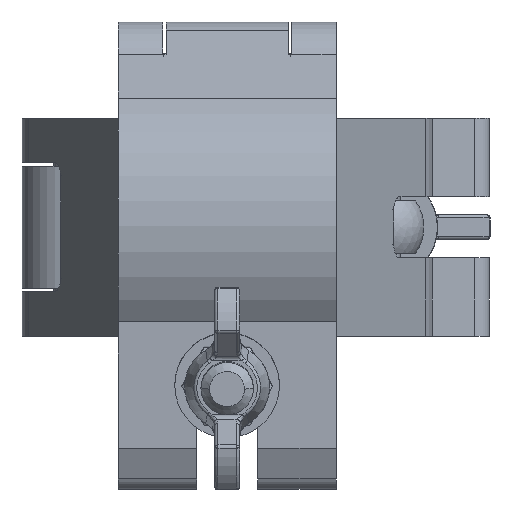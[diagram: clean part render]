
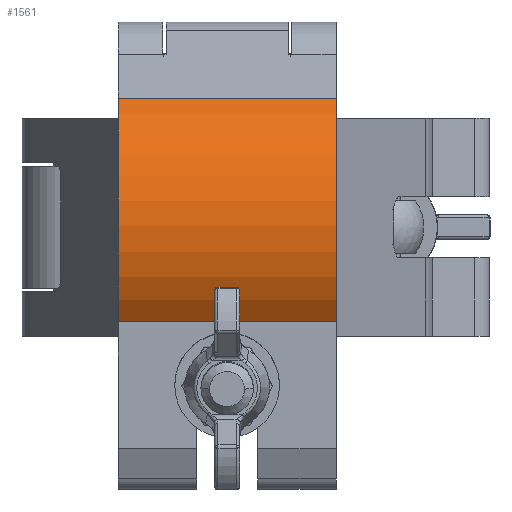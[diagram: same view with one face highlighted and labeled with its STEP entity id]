
A CAD part, front view. The second image highlights one B-rep face of the part: STEP entity #1561.
In plain terms, the highlighted cylindrical face has radius 35.4 mm (diameter 70.8 mm), a partial arc.
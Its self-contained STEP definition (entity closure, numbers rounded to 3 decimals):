
#63 = CARTESIAN_POINT ( 'NONE',  ( 67.5, 54.04, -25. ) ) ;
#1443 = CIRCLE ( 'NONE', #16258, 35.4 ) ;
#1561 = ADVANCED_FACE ( 'NONE', ( #2203 ), #16734, .T. ) ;
#2203 = FACE_OUTER_BOUND ( 'NONE', #3879, .T. ) ;
#2628 = EDGE_CURVE ( 'NONE', #13718, #13863, #8822, .T. ) ;
#3779 = VERTEX_POINT ( 'NONE', #4145 ) ;
#3823 = DIRECTION ( 'NONE',  ( 0., 0., -1. ) ) ;
#3879 = EDGE_LOOP ( 'NONE', ( #7968, #4490, #5761, #9145 ) ) ;
#4145 = CARTESIAN_POINT ( 'NONE',  ( 16.54, 43.218, 25. ) ) ;
#4490 = ORIENTED_EDGE ( 'NONE', *, *, #5141, .F. ) ;
#4594 = CARTESIAN_POINT ( 'NONE',  ( 47., 25.18, 25. ) ) ;
#4721 = VECTOR ( 'NONE', #12689, 1000. ) ;
#5056 = CIRCLE ( 'NONE', #16973, 35.4 ) ;
#5141 = EDGE_CURVE ( 'NONE', #3779, #10748, #13512, .T. ) ;
#5761 = ORIENTED_EDGE ( 'NONE', *, *, #7484, .F. ) ;
#5870 = EDGE_CURVE ( 'NONE', #13863, #10748, #1443, .T. ) ;
#7484 = EDGE_CURVE ( 'NONE', #13718, #3779, #5056, .T. ) ;
#7924 = CARTESIAN_POINT ( 'NONE',  ( 16.54, 43.218, -25. ) ) ;
#7968 = ORIENTED_EDGE ( 'NONE', *, *, #5870, .T. ) ;
#8577 = DIRECTION ( 'NONE',  ( 0., 0., 1. ) ) ;
#8822 = LINE ( 'NONE', #11356, #4721 ) ;
#9011 = DIRECTION ( 'NONE',  ( -1., 0., 0. ) ) ;
#9145 = ORIENTED_EDGE ( 'NONE', *, *, #2628, .T. ) ;
#10748 = VERTEX_POINT ( 'NONE', #7924 ) ;
#10790 = CARTESIAN_POINT ( 'NONE',  ( 47., 25.18, -25. ) ) ;
#11356 = CARTESIAN_POINT ( 'NONE',  ( 67.5, 54.04, 25. ) ) ;
#11367 = AXIS2_PLACEMENT_3D ( 'NONE', #16803, #3823, #9011 ) ;
#12041 = DIRECTION ( 'NONE',  ( 1., 0., 0. ) ) ;
#12689 = DIRECTION ( 'NONE',  ( 0., 0., -1. ) ) ;
#12821 = DIRECTION ( 'NONE',  ( 1., 0., 0. ) ) ;
#12899 = VECTOR ( 'NONE', #15365, 1000. ) ;
#13512 = LINE ( 'NONE', #15418, #12899 ) ;
#13718 = VERTEX_POINT ( 'NONE', #14893 ) ;
#13863 = VERTEX_POINT ( 'NONE', #63 ) ;
#14893 = CARTESIAN_POINT ( 'NONE',  ( 67.5, 54.04, 25. ) ) ;
#15365 = DIRECTION ( 'NONE',  ( 0., 0., -1. ) ) ;
#15418 = CARTESIAN_POINT ( 'NONE',  ( 16.54, 43.218, 25. ) ) ;
#16258 = AXIS2_PLACEMENT_3D ( 'NONE', #10790, #16432, #12041 ) ;
#16432 = DIRECTION ( 'NONE',  ( 0., 0., 1. ) ) ;
#16734 = CYLINDRICAL_SURFACE ( 'NONE', #11367, 35.4 ) ;
#16803 = CARTESIAN_POINT ( 'NONE',  ( 47., 25.18, 25. ) ) ;
#16973 = AXIS2_PLACEMENT_3D ( 'NONE', #4594, #8577, #12821 ) ;
